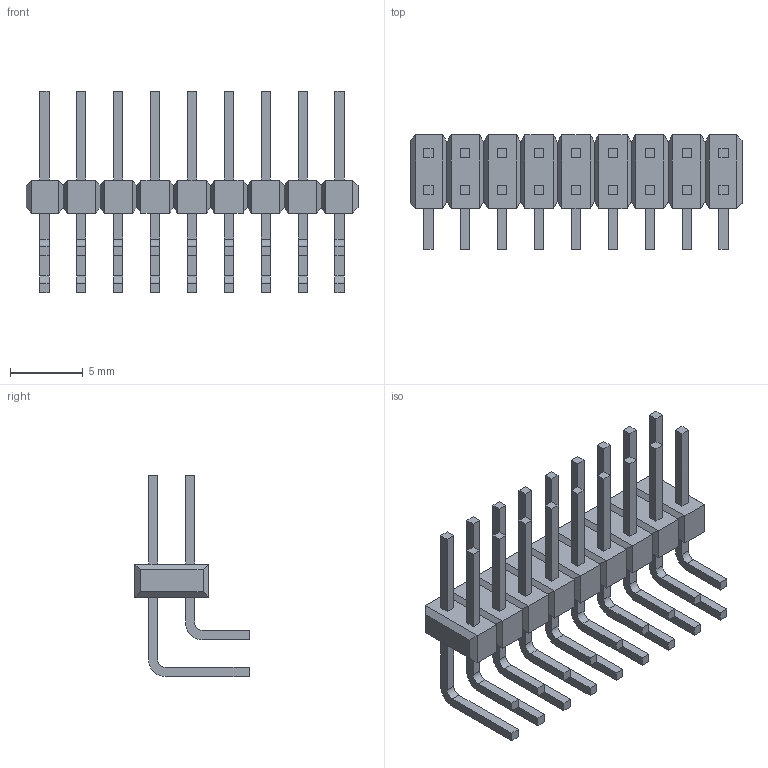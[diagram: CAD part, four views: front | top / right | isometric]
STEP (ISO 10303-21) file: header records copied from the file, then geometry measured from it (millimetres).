
FILE_DESCRIPTION((''),'2;1');
FILE_NAME('717640218','2009-10-06T',('PNB'),(''),'PRO/ENGINEER BY PARAMETRIC TECHNOLOGY CORPORATION, 2003451','PRO/ENGINEER BY PARAMETRIC TECHNOLOGY CORPORATION, 2003451','');
FILE_SCHEMA(('CONFIG_CONTROL_DESIGN'));
Length unit declared in the file: inch
Products named in the file (1): 717640218
Bounding box: 22.86 x 7.87 x 13.84 mm (x, y, z)
Volume: 358.7 mm3; surface area: 1073.4 mm2
Topology: 1 solids, 1 shells, 362 faces, 904 edges, 580 vertices
Faces by surface type: plane 326, cylinder 36
Entity records: 10531 total; most frequent: CARTESIAN_POINT 1811, DIRECTION 1738, ORIENTED_EDGE 1736, EDGE_CURVE 868, VECTOR 796, LINE 796, VERTEX_POINT 544, AXIS2_PLACEMENT_3D 471
